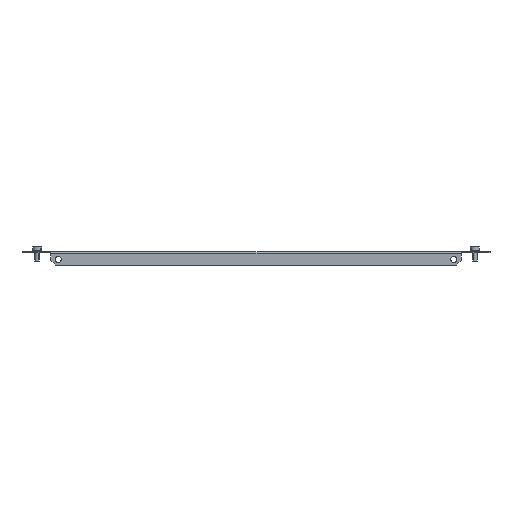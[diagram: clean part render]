
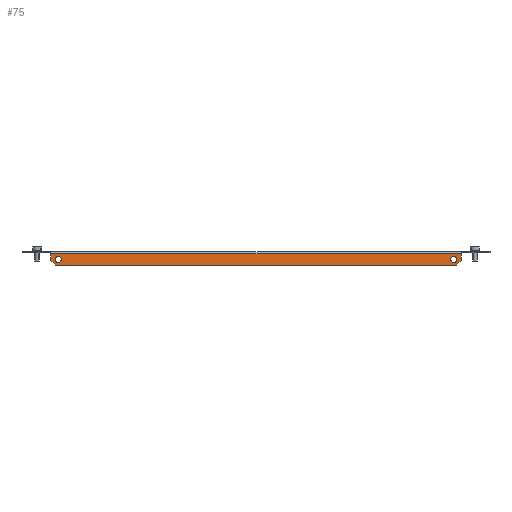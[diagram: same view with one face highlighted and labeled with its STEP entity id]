
A CAD part, front view. The second image highlights one B-rep face of the part: STEP entity #75.
In plain terms, the highlighted planar face has unit normal (0, -1, 0).
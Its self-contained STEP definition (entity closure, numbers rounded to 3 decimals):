
#75 = ADVANCED_FACE ( 'NONE', ( #4635, #1268, #127 ), #3134, .T. ) ;
#90 = CIRCLE ( 'NONE', #3882, 3.25 ) ;
#123 = CARTESIAN_POINT ( 'NONE',  ( 217.5, -99.5, -9. ) ) ;
#127 = FACE_OUTER_BOUND ( 'NONE', #4214, .T. ) ;
#133 = LINE ( 'NONE', #500, #1834 ) ;
#159 = DIRECTION ( 'NONE',  ( 0., 0., 1. ) ) ;
#301 = DIRECTION ( 'NONE',  ( 0., 0., -1. ) ) ;
#500 = CARTESIAN_POINT ( 'NONE',  ( 0., -99.5, -14. ) ) ;
#606 = VERTEX_POINT ( 'NONE', #1029 ) ;
#627 = ORIENTED_EDGE ( 'NONE', *, *, #3379, .T. ) ;
#716 = CARTESIAN_POINT ( 'NONE',  ( -113.25, -99.5, -113.25 ) ) ;
#829 = DIRECTION ( 'NONE',  ( 0., 1., 0. ) ) ;
#919 = LINE ( 'NONE', #3202, #4479 ) ;
#959 = DIRECTION ( 'NONE',  ( 0., 0., 1. ) ) ;
#1029 = CARTESIAN_POINT ( 'NONE',  ( 212.5, -99.5, -14. ) ) ;
#1090 = CARTESIAN_POINT ( 'NONE',  ( -217.5, -99.5, -2. ) ) ;
#1137 = VERTEX_POINT ( 'NONE', #123 ) ;
#1247 = DIRECTION ( 'NONE',  ( 0., -1., 0. ) ) ;
#1263 = DIRECTION ( 'NONE',  ( 0., 1., 0. ) ) ;
#1268 = FACE_BOUND ( 'NONE', #3517, .T. ) ;
#1310 = EDGE_CURVE ( 'NONE', #1394, #2423, #919, .T. ) ;
#1314 = DIRECTION ( 'NONE',  ( 0., 0., 1. ) ) ;
#1322 = VERTEX_POINT ( 'NONE', #2834 ) ;
#1333 = ORIENTED_EDGE ( 'NONE', *, *, #4182, .T. ) ;
#1394 = VERTEX_POINT ( 'NONE', #2809 ) ;
#1567 = AXIS2_PLACEMENT_3D ( 'NONE', #2312, #1263, #2783 ) ;
#1611 = EDGE_CURVE ( 'NONE', #606, #1137, #2378, .T. ) ;
#1645 = DIRECTION ( 'NONE',  ( 0., 0., 1. ) ) ;
#1678 = EDGE_CURVE ( 'NONE', #1322, #1715, #2833, .T. ) ;
#1700 = ORIENTED_EDGE ( 'NONE', *, *, #4485, .T. ) ;
#1715 = VERTEX_POINT ( 'NONE', #3922 ) ;
#1831 = ORIENTED_EDGE ( 'NONE', *, *, #2438, .T. ) ;
#1834 = VECTOR ( 'NONE', #3511, 1000. ) ;
#1857 = DIRECTION ( 'NONE',  ( 0.707, 0., -0.707 ) ) ;
#2109 = DIRECTION ( 'NONE',  ( 0., 0., 1. ) ) ;
#2312 = CARTESIAN_POINT ( 'NONE',  ( -209.5, -99.5, -8. ) ) ;
#2373 = CIRCLE ( 'NONE', #2610, 3.25 ) ;
#2378 = LINE ( 'NONE', #3535, #3301 ) ;
#2423 = VERTEX_POINT ( 'NONE', #1090 ) ;
#2438 = EDGE_CURVE ( 'NONE', #2423, #3691, #2614, .T. ) ;
#2439 = DIRECTION ( 'NONE',  ( -1., 0., 0. ) ) ;
#2449 = ORIENTED_EDGE ( 'NONE', *, *, #4302, .F. ) ;
#2592 = EDGE_CURVE ( 'NONE', #3923, #3658, #3471, .T. ) ;
#2610 = AXIS2_PLACEMENT_3D ( 'NONE', #3458, #829, #1645 ) ;
#2614 = LINE ( 'NONE', #4481, #2679 ) ;
#2629 = VECTOR ( 'NONE', #1857, 1000. ) ;
#2653 = ORIENTED_EDGE ( 'NONE', *, *, #4096, .T. ) ;
#2679 = VECTOR ( 'NONE', #301, 1000. ) ;
#2746 = EDGE_LOOP ( 'NONE', ( #2449, #2779 ) ) ;
#2779 = ORIENTED_EDGE ( 'NONE', *, *, #1678, .F. ) ;
#2783 = DIRECTION ( 'NONE',  ( 0., 0., 1. ) ) ;
#2809 = CARTESIAN_POINT ( 'NONE',  ( 217.5, -99.5, -2. ) ) ;
#2833 = CIRCLE ( 'NONE', #3774, 3.25 ) ;
#2834 = CARTESIAN_POINT ( 'NONE',  ( 209.5, -99.5, -11.25 ) ) ;
#2852 = ORIENTED_EDGE ( 'NONE', *, *, #1310, .T. ) ;
#2905 = LINE ( 'NONE', #4684, #3028 ) ;
#3028 = VECTOR ( 'NONE', #2109, 1000. ) ;
#3040 = CARTESIAN_POINT ( 'NONE',  ( -217.5, -99.5, -9. ) ) ;
#3134 = PLANE ( 'NONE',  #4625 ) ;
#3182 = CARTESIAN_POINT ( 'NONE',  ( 0., -99.5, 0. ) ) ;
#3202 = CARTESIAN_POINT ( 'NONE',  ( 0., -99.5, -2. ) ) ;
#3301 = VECTOR ( 'NONE', #3562, 1000. ) ;
#3379 = EDGE_CURVE ( 'NONE', #3658, #3923, #2373, .T. ) ;
#3426 = ORIENTED_EDGE ( 'NONE', *, *, #1611, .T. ) ;
#3458 = CARTESIAN_POINT ( 'NONE',  ( -209.5, -99.5, -8. ) ) ;
#3471 = CIRCLE ( 'NONE', #1567, 3.25 ) ;
#3511 = DIRECTION ( 'NONE',  ( 1., 0., 0. ) ) ;
#3517 = EDGE_LOOP ( 'NONE', ( #627, #4792 ) ) ;
#3523 = CARTESIAN_POINT ( 'NONE',  ( -209.5, -99.5, -11.25 ) ) ;
#3535 = CARTESIAN_POINT ( 'NONE',  ( 113.25, -99.5, -113.25 ) ) ;
#3554 = DIRECTION ( 'NONE',  ( 0., -1., 0. ) ) ;
#3562 = DIRECTION ( 'NONE',  ( 0.707, 0., 0.707 ) ) ;
#3658 = VERTEX_POINT ( 'NONE', #4357 ) ;
#3691 = VERTEX_POINT ( 'NONE', #3040 ) ;
#3774 = AXIS2_PLACEMENT_3D ( 'NONE', #4644, #1247, #159 ) ;
#3882 = AXIS2_PLACEMENT_3D ( 'NONE', #4298, #4750, #959 ) ;
#3922 = CARTESIAN_POINT ( 'NONE',  ( 209.5, -99.5, -4.75 ) ) ;
#3923 = VERTEX_POINT ( 'NONE', #3523 ) ;
#4096 = EDGE_CURVE ( 'NONE', #1137, #1394, #2905, .T. ) ;
#4182 = EDGE_CURVE ( 'NONE', #3691, #4660, #4883, .T. ) ;
#4214 = EDGE_LOOP ( 'NONE', ( #1700, #3426, #2653, #2852, #1831, #1333 ) ) ;
#4298 = CARTESIAN_POINT ( 'NONE',  ( 209.5, -99.5, -8. ) ) ;
#4302 = EDGE_CURVE ( 'NONE', #1715, #1322, #90, .T. ) ;
#4357 = CARTESIAN_POINT ( 'NONE',  ( -209.5, -99.5, -4.75 ) ) ;
#4479 = VECTOR ( 'NONE', #2439, 1000. ) ;
#4481 = CARTESIAN_POINT ( 'NONE',  ( -217.5, -99.5, 0. ) ) ;
#4485 = EDGE_CURVE ( 'NONE', #4660, #606, #133, .T. ) ;
#4625 = AXIS2_PLACEMENT_3D ( 'NONE', #3182, #3554, #1314 ) ;
#4635 = FACE_BOUND ( 'NONE', #2746, .T. ) ;
#4644 = CARTESIAN_POINT ( 'NONE',  ( 209.5, -99.5, -8. ) ) ;
#4660 = VERTEX_POINT ( 'NONE', #4791 ) ;
#4684 = CARTESIAN_POINT ( 'NONE',  ( 217.5, -99.5, 0. ) ) ;
#4750 = DIRECTION ( 'NONE',  ( 0., -1., 0. ) ) ;
#4791 = CARTESIAN_POINT ( 'NONE',  ( -212.5, -99.5, -14. ) ) ;
#4792 = ORIENTED_EDGE ( 'NONE', *, *, #2592, .T. ) ;
#4883 = LINE ( 'NONE', #716, #2629 ) ;
